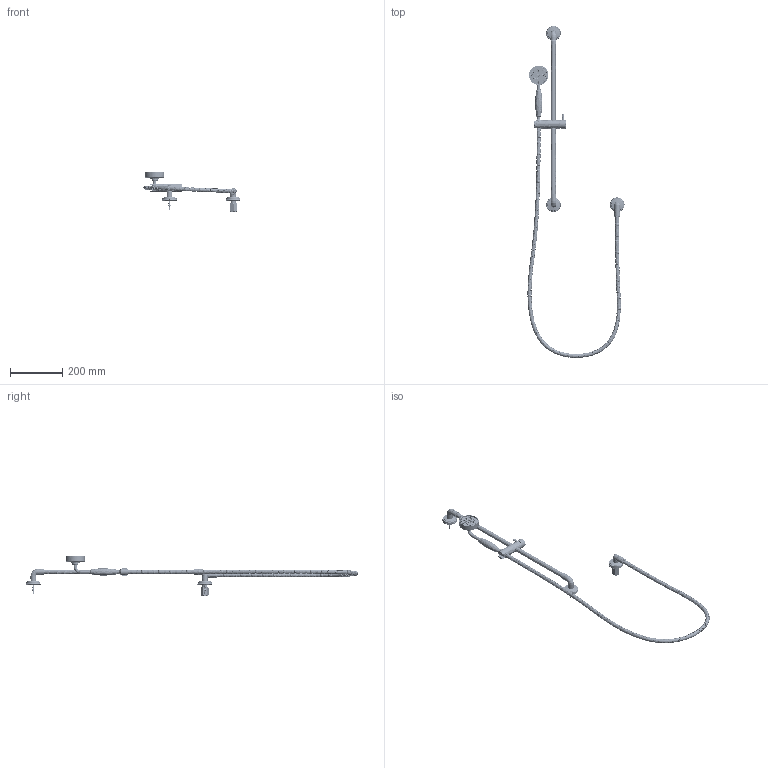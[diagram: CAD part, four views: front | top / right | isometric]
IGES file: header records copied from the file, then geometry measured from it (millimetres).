
Global section: file name: T170-KIT-A; native system: Autodesk Inventor 2020; preprocessor: unknown; author: rclarke; date: 20200521.145434; units: millimetre
Bounding box: 370.89 x 1268.15 x 151.05 mm (x, y, z)
Volume: 649103.6 mm3; surface area: 407587 mm2
Topology: 278 solids, 283 shells, 3688 faces, 9711 edges, 6897 vertices
Faces by surface type: bspline 3688
